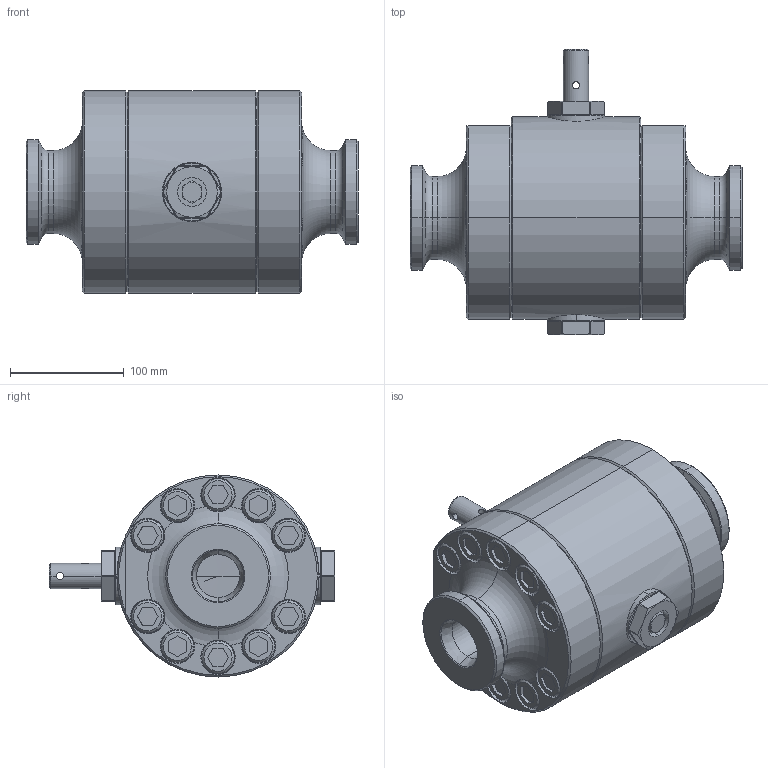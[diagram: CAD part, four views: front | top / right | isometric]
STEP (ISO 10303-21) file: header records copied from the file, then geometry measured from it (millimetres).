
FILE_DESCRIPTION (( 'STEP AP214' ), '1' );
FILE_NAME ('090010032 A_SIMPLE.STEP', '2015-08-06T14:43:43', ( '' ), ( '' ), 'SwSTEP 2.0', 'SolidWorks 2015', '' );
FILE_SCHEMA (( 'AUTOMOTIVE_DESIGN' ));
Length unit declared in the file: inch
Products named in the file (1): 090010032 A_SIMPLE
Bounding box: 292.1 x 251.51 x 177.8 mm (x, y, z)
Volume: 5195417.2 mm3; surface area: 269385.3 mm2
Topology: 2 solids, 31 shells, 890 faces, 2184 edges, 1383 vertices
Faces by surface type: cone 357, plane 247, cylinder 225, torus 50, bspline 11
Entity records: 48173 total; most frequent: CARTESIAN_POINT 18782, ORIENTED_EDGE 4356, DIRECTION 3792, EDGE_CURVE 2178, AXIS2_PLACEMENT_3D 1579, VERTEX_POINT 1383, EDGE_LOOP 933, FACE_OUTER_BOUND 890
